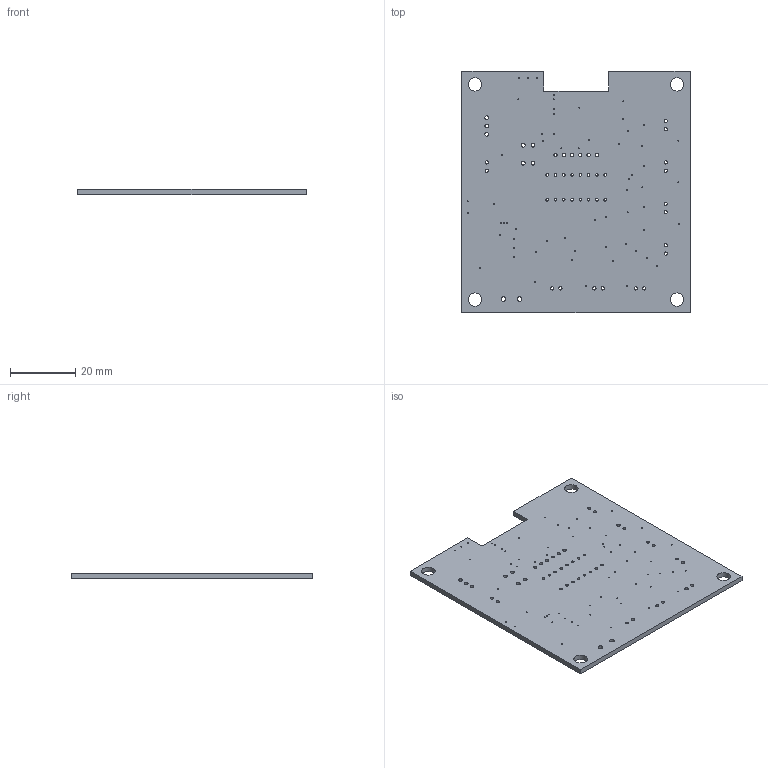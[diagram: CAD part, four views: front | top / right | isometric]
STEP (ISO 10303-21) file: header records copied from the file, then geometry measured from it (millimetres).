
FILE_DESCRIPTION(('Designed by EasyEDA Pro'),'2;1');
FILE_NAME('Open CASCADE Shape Model','2023-03-14T17:05:43',('Author'),( 'Open CASCADE'),'Open CASCADE STEP processor 7.6','Open CASCADE 7.6' ,'Unknown');
FILE_SCHEMA(('AUTOMOTIVE_DESIGN { 1 0 10303 214 1 1 1 1 }'));
Length unit declared in the file: millimetre
Products named in the file (2): PCBModel; COMPOUND
Assembly tree (1 placements, depth 2):
  PCBModel
    COMPOUND
Bounding box: 69.97 x 73.98 x 1.6 mm (x, y, z)
Volume: 7938.8 mm3; surface area: 10811.2 mm2
Topology: 1 solids, 1 shells, 124 faces, 366 edges, 244 vertices
Faces by surface type: cylinder 114, plane 10
Full cylindrical faces by diameter (mm): 0.305 x61, 0.8 x16, 1 x16, 1.02 x6, 1.199 x3, 1.2 x4, 1.4 x2, 4.1 x4
Entity records: 5620 total; most frequent: DIRECTION 846, CARTESIAN_POINT 736, ORIENTED_EDGE 732, EDGE_CURVE 366, AXIS2_PLACEMENT_3D 354, FACE_BOUND 348, EDGE_LOOP 348, VERTEX_POINT 244
